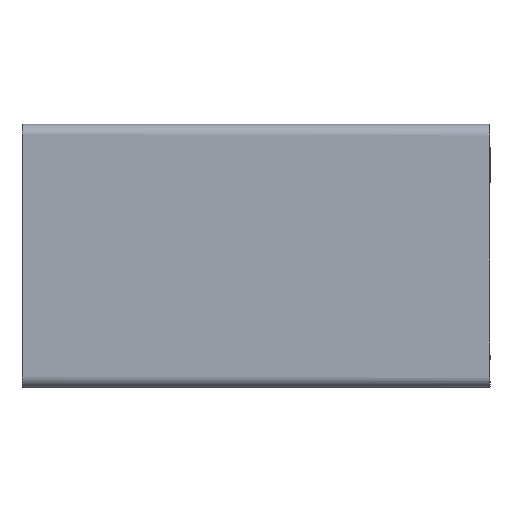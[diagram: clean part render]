
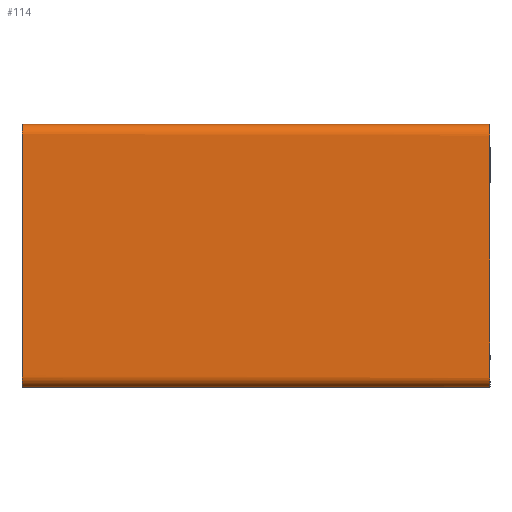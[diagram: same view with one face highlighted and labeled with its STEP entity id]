
A CAD part, left-side view. The second image highlights one B-rep face of the part: STEP entity #114.
In plain terms, the highlighted free-form (B-spline) face has degree [2, 1] with [9, 2] control points.
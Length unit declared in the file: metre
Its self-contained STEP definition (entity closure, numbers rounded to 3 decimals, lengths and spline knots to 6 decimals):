
#114 = ADVANCED_FACE( '', ( #276 ), #277, .T. );
#144 = EDGE_CURVE( '', #322, #323, #324, .T. );
#192 = EDGE_CURVE( '', #322, #319, #388, .T. );
#204 = EDGE_CURVE( '', #326, #323, #402, .T. );
#214 = EDGE_CURVE( '', #326, #319, #413, .T. );
#276 = FACE_OUTER_BOUND( '', #478, .T. );
#277 = ( BOUNDED_SURFACE(  )B_SPLINE_SURFACE( 2, 1, ( ( #481, #482 ), ( #483, #484 ), ( #485, #486 ), ( #487, #488 ), ( #489, #490 ), ( #491, #492 ), ( #493, #494 ), ( #495, #496 ), ( #497, #498 ) ), .UNSPECIFIED., .F., .F., .F. )B_SPLINE_SURFACE_WITH_KNOTS( ( 3, 2, 2, 2, 3 ), ( 2, 2 ), ( -0.031416, 0., 0.41, 0.441416, 0.671416 ), ( 0., 0.799921 ), .UNSPECIFIED. )GEOMETRIC_REPRESENTATION_ITEM(  )RATIONAL_B_SPLINE_SURFACE( ( ( 1., 1. ), ( 0.707, 0.707 ), ( 1., 1. ), ( 1., 1. ), ( 1., 1. ), ( 0.707, 0.707 ), ( 1., 1. ), ( 1., 1. ), ( 1., 1. ) ) )REPRESENTATION_ITEM( '' )SURFACE(  ) );
#319 = VERTEX_POINT( '', #656 );
#322 = VERTEX_POINT( '', #661 );
#323 = VERTEX_POINT( '', #662 );
#324 = ( BOUNDED_CURVE(  )B_SPLINE_CURVE( 2, ( #665, #666, #667, #668, #669, #670, #671, #672, #673 ), .UNSPECIFIED., .F., .F. )B_SPLINE_CURVE_WITH_KNOTS( ( 3, 2, 2, 2, 3 ), ( -0.671416, -0.441416, -0.41, 0., 0.031416 ), .UNSPECIFIED. )CURVE(  )GEOMETRIC_REPRESENTATION_ITEM(  )RATIONAL_B_SPLINE_CURVE( ( 1., 1., 1., 0.707, 1., 1., 1., 0.707, 1. ) )REPRESENTATION_ITEM( '' ) );
#326 = VERTEX_POINT( '', #681 );
#388 = LINE( '', #939, #940 );
#402 = LINE( '', #1003, #1004 );
#413 = ( BOUNDED_CURVE(  )B_SPLINE_CURVE( 2, ( #1038, #1039, #1040, #1041, #1042, #1043, #1044, #1045, #1046 ), .UNSPECIFIED., .F., .F. )B_SPLINE_CURVE_WITH_KNOTS( ( 3, 2, 2, 2, 3 ), ( -0.031416, 0., 0.41, 0.441416, 0.671416 ), .UNSPECIFIED. )CURVE(  )GEOMETRIC_REPRESENTATION_ITEM(  )RATIONAL_B_SPLINE_CURVE( ( 1., 0.707, 1., 1., 1., 0.707, 1., 1., 1. ) )REPRESENTATION_ITEM( '' ) );
#478 = EDGE_LOOP( '', ( #1132, #1133, #1134, #1135 ) );
#481 = CARTESIAN_POINT( '', ( -0.00078, -0.0004, 0. ) );
#482 = CARTESIAN_POINT( '', ( -0.00078, 0.0004, 0. ) );
#483 = CARTESIAN_POINT( '', ( -0.0008, -0.0004, 0. ) );
#484 = CARTESIAN_POINT( '', ( -0.0008, 0.0004, 0. ) );
#485 = CARTESIAN_POINT( '', ( -0.0008, -0.0004, 0.00002 ) );
#486 = CARTESIAN_POINT( '', ( -0.0008, 0.0004, 0.00002 ) );
#487 = CARTESIAN_POINT( '', ( -0.0008, -0.0004, 0.000225 ) );
#488 = CARTESIAN_POINT( '', ( -0.0008, 0.0004, 0.000225 ) );
#489 = CARTESIAN_POINT( '', ( -0.0008, -0.0004, 0.00043 ) );
#490 = CARTESIAN_POINT( '', ( -0.0008, 0.0004, 0.00043 ) );
#491 = CARTESIAN_POINT( '', ( -0.0008, -0.0004, 0.00045 ) );
#492 = CARTESIAN_POINT( '', ( -0.0008, 0.0004, 0.00045 ) );
#493 = CARTESIAN_POINT( '', ( -0.00078, -0.0004, 0.00045 ) );
#494 = CARTESIAN_POINT( '', ( -0.00078, 0.0004, 0.00045 ) );
#495 = CARTESIAN_POINT( '', ( -0.000665, -0.0004, 0.00045 ) );
#496 = CARTESIAN_POINT( '', ( -0.000665, 0.0004, 0.00045 ) );
#497 = CARTESIAN_POINT( '', ( -0.00055, -0.0004, 0.00045 ) );
#498 = CARTESIAN_POINT( '', ( -0.00055, 0.0004, 0.00045 ) );
#656 = CARTESIAN_POINT( '', ( -0.00055, 0.0004, 0.00045 ) );
#661 = CARTESIAN_POINT( '', ( -0.00055, -0.0004, 0.00045 ) );
#662 = CARTESIAN_POINT( '', ( -0.00078, -0.0004, 0. ) );
#665 = CARTESIAN_POINT( '', ( -0.00055, -0.0004, 0.00045 ) );
#666 = CARTESIAN_POINT( '', ( -0.000665, -0.0004, 0.00045 ) );
#667 = CARTESIAN_POINT( '', ( -0.00078, -0.0004, 0.00045 ) );
#668 = CARTESIAN_POINT( '', ( -0.0008, -0.0004, 0.00045 ) );
#669 = CARTESIAN_POINT( '', ( -0.0008, -0.0004, 0.00043 ) );
#670 = CARTESIAN_POINT( '', ( -0.0008, -0.0004, 0.000225 ) );
#671 = CARTESIAN_POINT( '', ( -0.0008, -0.0004, 0.00002 ) );
#672 = CARTESIAN_POINT( '', ( -0.0008, -0.0004, 0. ) );
#673 = CARTESIAN_POINT( '', ( -0.00078, -0.0004, 0. ) );
#681 = CARTESIAN_POINT( '', ( -0.00078, 0.0004, 0. ) );
#939 = CARTESIAN_POINT( '', ( -0.00055, 0., 0.00045 ) );
#940 = VECTOR( '', #1241, 1. );
#1003 = CARTESIAN_POINT( '', ( -0.00078, 0., 0. ) );
#1004 = VECTOR( '', #1256, 1. );
#1038 = CARTESIAN_POINT( '', ( -0.00078, 0.0004, 0. ) );
#1039 = CARTESIAN_POINT( '', ( -0.0008, 0.0004, 0. ) );
#1040 = CARTESIAN_POINT( '', ( -0.0008, 0.0004, 0.00002 ) );
#1041 = CARTESIAN_POINT( '', ( -0.0008, 0.0004, 0.000225 ) );
#1042 = CARTESIAN_POINT( '', ( -0.0008, 0.0004, 0.00043 ) );
#1043 = CARTESIAN_POINT( '', ( -0.0008, 0.0004, 0.00045 ) );
#1044 = CARTESIAN_POINT( '', ( -0.00078, 0.0004, 0.00045 ) );
#1045 = CARTESIAN_POINT( '', ( -0.000665, 0.0004, 0.00045 ) );
#1046 = CARTESIAN_POINT( '', ( -0.00055, 0.0004, 0.00045 ) );
#1132 = ORIENTED_EDGE( '', *, *, #192, .T. );
#1133 = ORIENTED_EDGE( '', *, *, #214, .F. );
#1134 = ORIENTED_EDGE( '', *, *, #204, .T. );
#1135 = ORIENTED_EDGE( '', *, *, #144, .F. );
#1241 = DIRECTION( '', ( 0., 1., 0. ) );
#1256 = DIRECTION( '', ( 0., -1., 0. ) );
